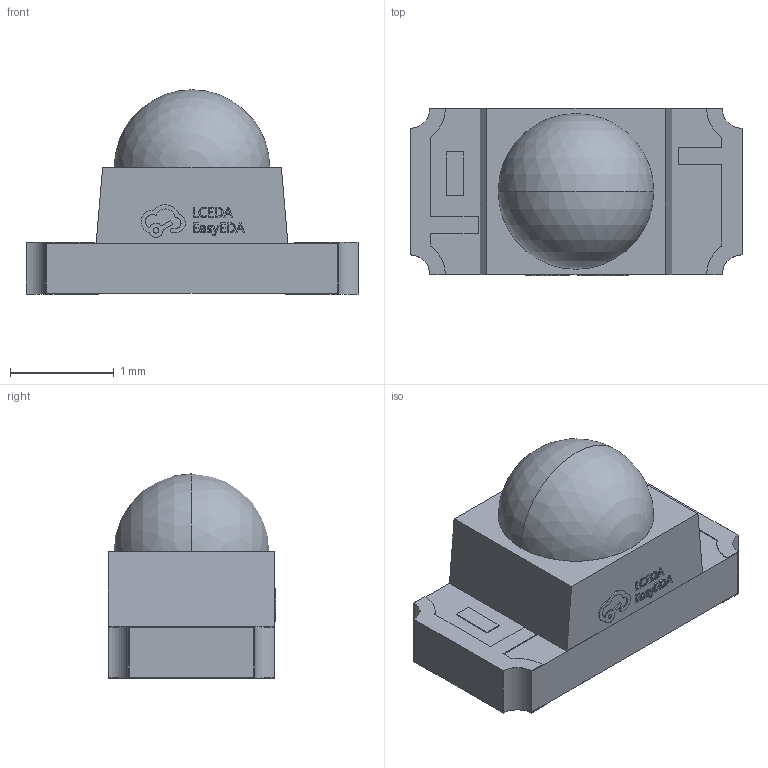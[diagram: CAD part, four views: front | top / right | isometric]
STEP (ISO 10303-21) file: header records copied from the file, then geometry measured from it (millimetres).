
FILE_DESCRIPTION (( 'STEP AP214' ), '1' );
FILE_NAME ('LED-SMD_L3.2-W1.6.STEP', '2023-06-29T06:56:07', ( 'PC' ), ( 'Microsoft' ), 'SwSTEP 2.0', 'SolidWorks 2020', '' );
FILE_SCHEMA (( 'AUTOMOTIVE_DESIGN' ));
Length unit declared in the file: millimetre
Products named in the file (1): LED-SMD_L3.2-W1.6
Bounding box: 3.2 x 1.61 x 1.97 mm (x, y, z)
Volume: 5.4 mm3; surface area: 34.6 mm2
Topology: 5 solids, 5 shells, 301 faces, 819 edges, 546 vertices
Faces by surface type: plane 183, bspline 98, cylinder 16, sphere 4
Entity records: 13262 total; most frequent: CARTESIAN_POINT 2967, ORIENTED_EDGE 1630, DIRECTION 1063, EDGE_CURVE 815, VECTOR 575, LINE 575, VERTEX_POINT 544, EDGE_LOOP 325
